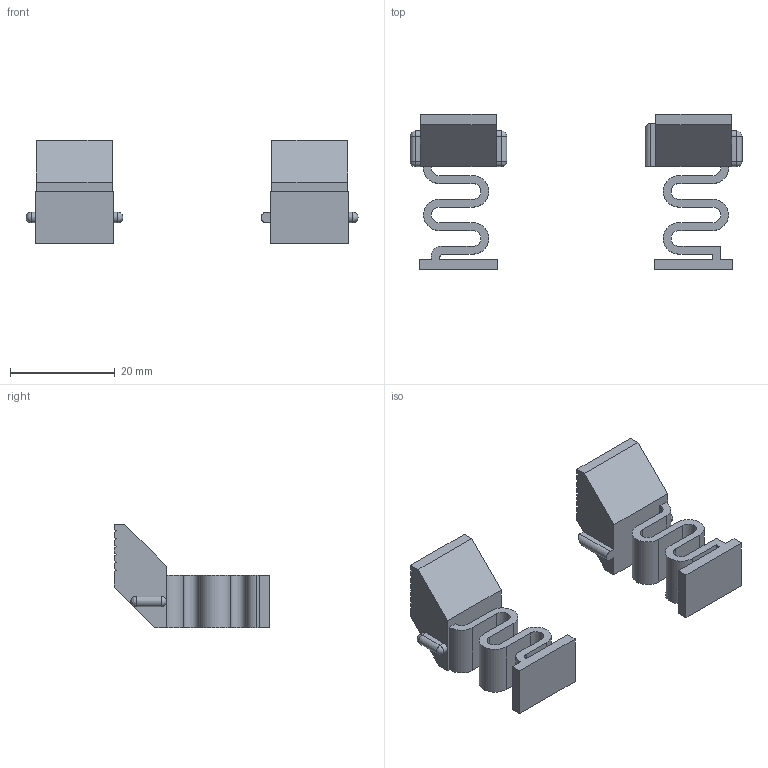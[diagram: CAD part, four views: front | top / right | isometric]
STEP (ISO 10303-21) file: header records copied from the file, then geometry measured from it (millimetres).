
FILE_DESCRIPTION(('STEP AP214'), '1');
FILE_NAME('2 ÷àñòü äåðæàòåëÿ', '', ('UNSPECIFIED'), ('UNSPECIFIED'), 'C3D Converter', 'C3D Toolkit', '');
FILE_SCHEMA(('AUTOMOTIVE_DESIGN { 1 0 10303 214 3 1 1}'));
Length unit declared in the file: millimetre
Bounding box: 63.5 x 29.75 x 19.75 mm (x, y, z)
Volume: 6201.3 mm3; surface area: 5375.7 mm2
Topology: 2 solids, 2 shells, 129 faces, 369 edges, 238 vertices
Faces by surface type: plane 95, cylinder 28, bspline 3, sphere 3
Entity records: 4342 total; most frequent: CARTESIAN_POINT 914, ORIENTED_EDGE 726, DIRECTION 683, EDGE_CURVE 363, LINE 295, VECTOR 295, VERTEX_POINT 238, AXIS2_PLACEMENT_3D 194
